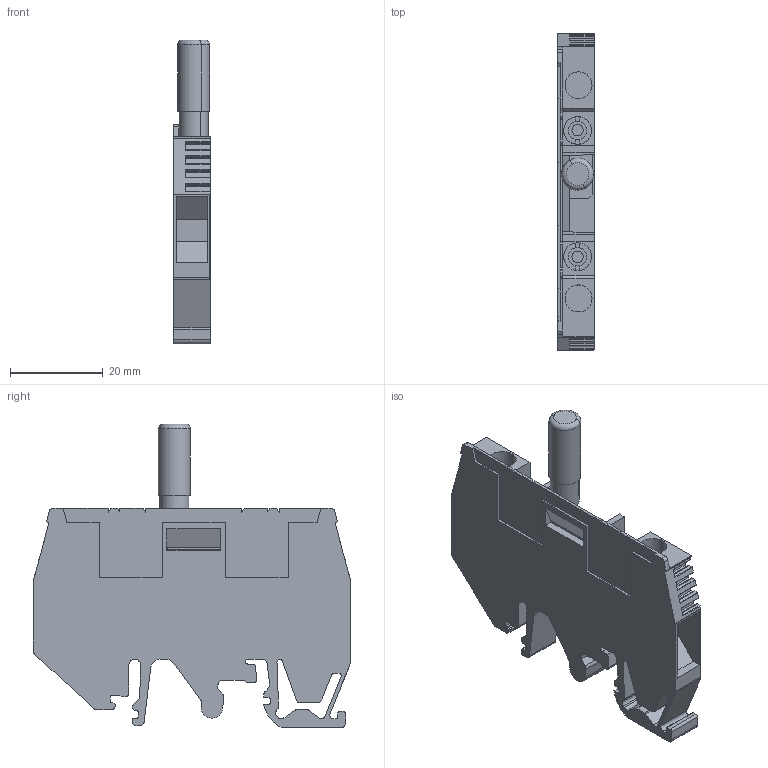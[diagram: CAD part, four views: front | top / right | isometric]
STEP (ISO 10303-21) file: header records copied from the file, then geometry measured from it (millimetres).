
FILE_DESCRIPTION(('CATIA V5 STEP Exchange','CAx-IF Rec.Pracs.--- Model Styling and Organization---1.4--- 2014-01-23'),'2;1');
FILE_NAME ('D1459616_0', '2020-03-03T06:33:20+00:00', ('none'), ('Weidmueller'), 'CATIA Version 5-6 Release 2016 SP3 HF44', 'CATIA V5 STEP AP214', 'none');
FILE_SCHEMA(('AUTOMOTIVE_DESIGN { 1 0 10303 214 1 1 1 1 }'));
Length unit declared in the file: millimetre
Products named in the file (1): 1938820000_WTL_6-1-STB-TNSC-EN
Bounding box: 7.9 x 68.5 x 65.6 mm (x, y, z)
Volume: 15772.2 mm3; surface area: 11462.4 mm2
Topology: 5 solids, 5 shells, 414 faces, 1230 edges, 837 vertices
Faces by surface type: plane 301, cylinder 93, extrusion 12, cone 6, torus 2
Entity records: 13430 total; most frequent: CARTESIAN_POINT 2784, ORIENTED_EDGE 2460, DIRECTION 1767, EDGE_CURVE 1230, VECTOR 910, LINE 898, VERTEX_POINT 837, AXIS2_PLACEMENT_3D 533
